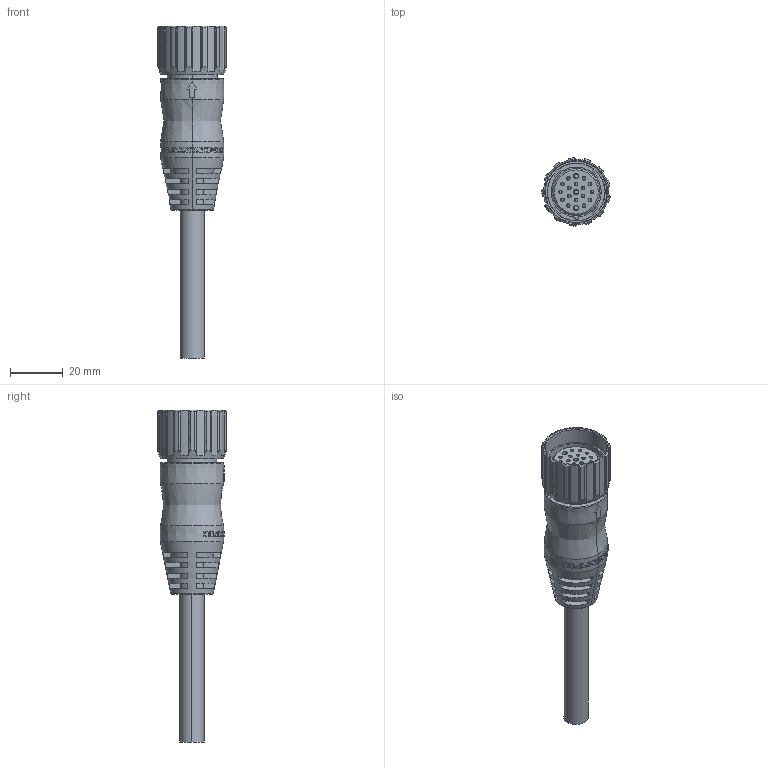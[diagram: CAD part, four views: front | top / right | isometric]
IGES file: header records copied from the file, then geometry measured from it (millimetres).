
Start section:  PTC IGES file: 242005.igs
Global section: file name: 242005.igs; native system: Creo Parametric by PTC Inc.; preprocessor: 2022414; author: banengservice; organization: Unknown; date: 20240502.094349; units: millimetre
Bounding box: 25.85 x 25.96 x 126 mm (x, y, z)
Surface area: 12136.5 mm2 (no closed solid volume)
Topology: 0 solids, 0 shells, 558 faces, 3487 edges, 3487 vertices
Faces by surface type: revolution 283, bspline 275
